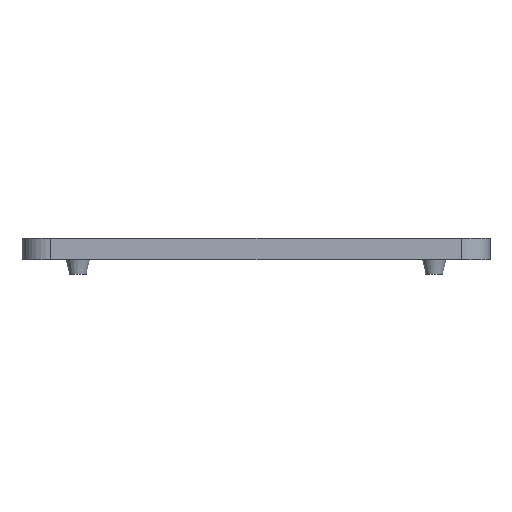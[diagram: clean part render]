
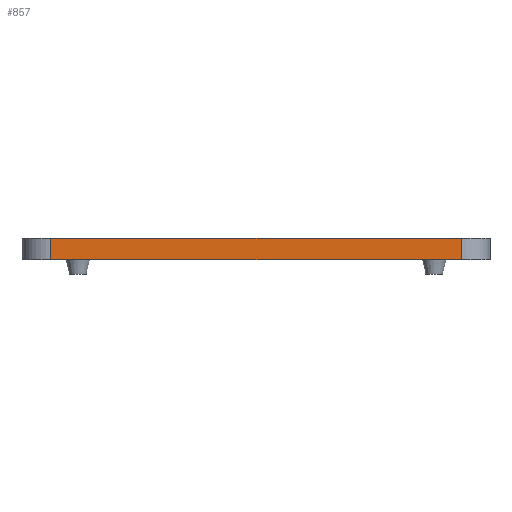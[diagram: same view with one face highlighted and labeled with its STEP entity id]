
A CAD part, left-side view. The second image highlights one B-rep face of the part: STEP entity #857.
In plain terms, the highlighted planar face has unit normal (-1, 0, 0).
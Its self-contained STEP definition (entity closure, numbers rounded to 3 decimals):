
#53=PLANE('',#965);
#99=FACE_OUTER_BOUND('',#159,.T.);
#159=EDGE_LOOP('',(#785,#786,#787,#788));
#171=LINE('',#1266,#243);
#193=LINE('',#1360,#265);
#223=LINE('',#1443,#295);
#224=LINE('',#1445,#296);
#243=VECTOR('',#1001,10.);
#265=VECTOR('',#1083,10.);
#295=VECTOR('',#1181,10.);
#296=VECTOR('',#1184,10.);
#366=VERTEX_POINT('',#1263);
#367=VERTEX_POINT('',#1265);
#408=VERTEX_POINT('',#1357);
#409=VERTEX_POINT('',#1359);
#449=EDGE_CURVE('',#366,#367,#171,.T.);
#496=EDGE_CURVE('',#408,#409,#193,.T.);
#539=EDGE_CURVE('',#367,#408,#223,.T.);
#540=EDGE_CURVE('',#409,#366,#224,.T.);
#785=ORIENTED_EDGE('',*,*,#539,.F.);
#786=ORIENTED_EDGE('',*,*,#449,.F.);
#787=ORIENTED_EDGE('',*,*,#540,.F.);
#788=ORIENTED_EDGE('',*,*,#496,.F.);
#857=ADVANCED_FACE('',(#99),#53,.T.);
#965=AXIS2_PLACEMENT_3D('',#1474,#1225,#1226);
#1001=DIRECTION('',(0.,1.,0.));
#1083=DIRECTION('',(0.,-1.,0.));
#1181=DIRECTION('',(0.,0.,1.));
#1184=DIRECTION('',(0.,0.,-1.));
#1225=DIRECTION('center_axis',(-1.,0.,0.));
#1226=DIRECTION('ref_axis',(0.,-1.,0.));
#1263=CARTESIAN_POINT('',(-55.,-28.5,0.));
#1265=CARTESIAN_POINT('',(-55.,28.5,0.));
#1266=CARTESIAN_POINT('',(-55.,-32.5,0.));
#1357=CARTESIAN_POINT('',(-55.,28.5,3.));
#1359=CARTESIAN_POINT('',(-55.,-28.5,3.));
#1360=CARTESIAN_POINT('',(-55.,-32.5,3.));
#1443=CARTESIAN_POINT('',(-55.,28.5,0.));
#1445=CARTESIAN_POINT('',(-55.,-28.5,0.));
#1474=CARTESIAN_POINT('Origin',(-55.,32.5,0.));
